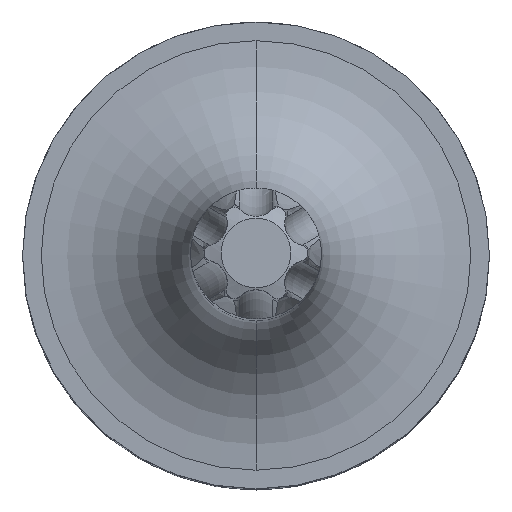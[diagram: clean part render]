
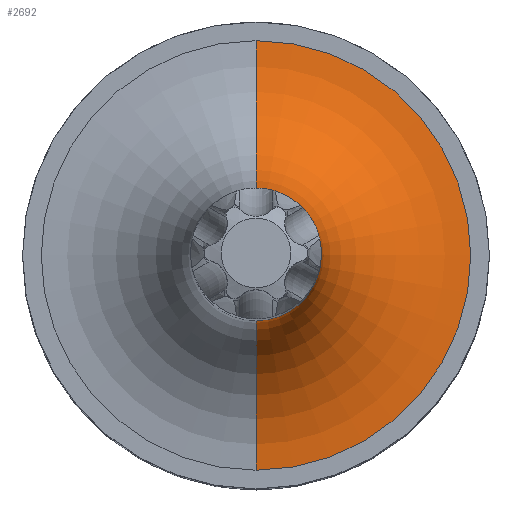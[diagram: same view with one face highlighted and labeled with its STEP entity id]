
A CAD part, top view. The second image highlights one B-rep face of the part: STEP entity #2692.
In plain terms, the highlighted toroidal (fillet/blend) face has major radius 11.5 mm and minor radius 8 mm.
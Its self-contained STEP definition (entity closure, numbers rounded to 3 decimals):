
#725=CARTESIAN_POINT('',(0.,11.5,33.));
#726=DIRECTION('',(-1.,0.,0.));
#727=DIRECTION('',(0.,0.,-1.));
#728=AXIS2_PLACEMENT_3D('',#725,#726,#727);
#730=CARTESIAN_POINT('',(0.,0.,25.));
#731=DIRECTION('',(0.,0.,-1.));
#732=DIRECTION('',(0.,1.,0.));
#733=AXIS2_PLACEMENT_3D('',#730,#731,#732);
#735=CARTESIAN_POINT('',(0.,-11.5,33.));
#736=DIRECTION('',(1.,0.,0.));
#737=DIRECTION('',(0.,0.,-1.));
#738=AXIS2_PLACEMENT_3D('',#735,#736,#737);
#740=CARTESIAN_POINT('',(0.,0.,33.));
#741=DIRECTION('',(0.,0.,1.));
#742=DIRECTION('',(0.,-1.,0.));
#743=AXIS2_PLACEMENT_3D('',#740,#741,#742);
#2025=CARTESIAN_POINT('',(0.,11.5,25.));
#2026=CARTESIAN_POINT('',(0.,-11.5,25.));
#2027=VERTEX_POINT('',#2025);
#2028=VERTEX_POINT('',#2026);
#2037=CARTESIAN_POINT('',(0.,3.5,33.));
#2038=CARTESIAN_POINT('',(0.,-3.5,33.));
#2039=VERTEX_POINT('',#2037);
#2040=VERTEX_POINT('',#2038);
#2678=CARTESIAN_POINT('',(0.,0.,33.));
#2679=DIRECTION('',(0.,0.,1.));
#2680=DIRECTION('',(0.,1.,0.));
#2681=AXIS2_PLACEMENT_3D('',#2678,#2679,#2680);
#2682=TOROIDAL_SURFACE('',#2681,11.5,8.);
#2684=ORIENTED_EDGE('',*,*,#2683,.T.);
#2686=ORIENTED_EDGE('',*,*,#2685,.F.);
#2687=ORIENTED_EDGE('',*,*,#2671,.T.);
#2689=ORIENTED_EDGE('',*,*,#2688,.T.);
#2690=EDGE_LOOP('',(#2684,#2686,#2687,#2689));
#2691=FACE_OUTER_BOUND('',#2690,.F.);
#2692=ADVANCED_FACE('',(#2691),#2682,.F.);
#729=CIRCLE('',#728,8.);
#734=CIRCLE('',#733,11.5);
#739=CIRCLE('',#738,8.);
#744=CIRCLE('',#743,3.5);
#2671=EDGE_CURVE('',#2027,#2028,#734,.T.);
#2683=EDGE_CURVE('',#2040,#2039,#744,.T.);
#2685=EDGE_CURVE('',#2027,#2039,#729,.T.);
#2688=EDGE_CURVE('',#2028,#2040,#739,.T.);
